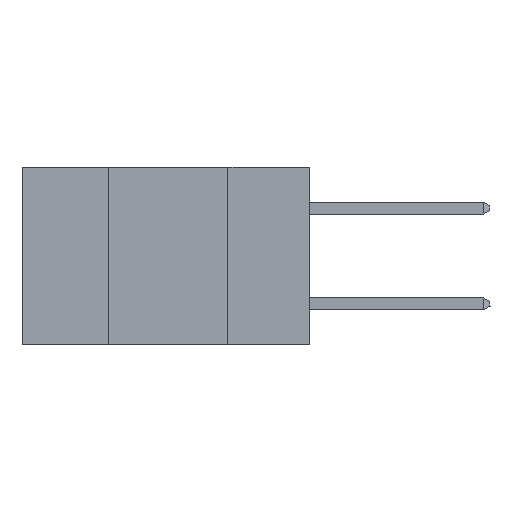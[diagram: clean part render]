
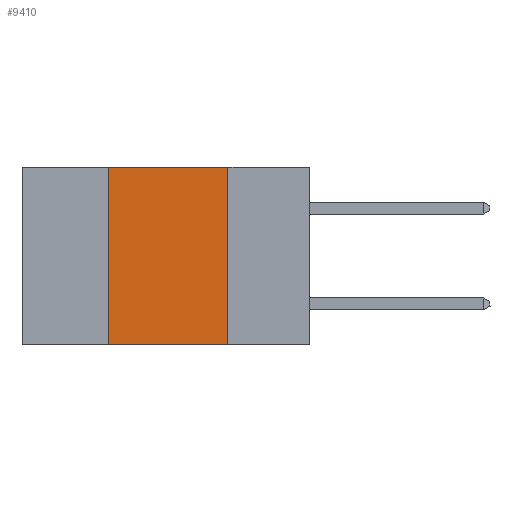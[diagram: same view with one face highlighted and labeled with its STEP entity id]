
A CAD part, left-side view. The second image highlights one B-rep face of the part: STEP entity #9410.
In plain terms, the highlighted planar face has unit normal (-1, 0, 0).
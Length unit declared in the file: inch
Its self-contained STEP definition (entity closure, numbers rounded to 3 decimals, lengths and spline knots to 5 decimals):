
#696 = LINE ( 'NONE', #38531, #1260 ) ;
#1001 = VECTOR ( 'NONE', #29551, 39.37008 ) ;
#1260 = VECTOR ( 'NONE', #3071, 39.37008 ) ;
#2316 = ORIENTED_EDGE ( 'NONE', *, *, #9763, .F. ) ;
#3071 = DIRECTION ( 'NONE',  ( 0., 0., 1. ) ) ;
#4963 = ORIENTED_EDGE ( 'NONE', *, *, #8677, .F. ) ;
#8677 = EDGE_CURVE ( 'NONE', #9826, #45891, #696, .T. ) ;
#9410 = ADVANCED_FACE ( 'NONE', ( #43476 ), #19585, .F. ) ;
#9763 = EDGE_CURVE ( 'NONE', #45891, #10221, #28371, .T. ) ;
#9826 = VERTEX_POINT ( 'NONE', #39815 ) ;
#10221 = VERTEX_POINT ( 'NONE', #14021 ) ;
#12170 = DIRECTION ( 'NONE',  ( 1., 0., 0. ) ) ;
#14021 = CARTESIAN_POINT ( 'NONE',  ( 0., 0.17, 0. ) ) ;
#14716 = CARTESIAN_POINT ( 'NONE',  ( 0., 0.17, -0.37 ) ) ;
#16893 = CARTESIAN_POINT ( 'NONE',  ( 0., 0.6, -0.37 ) ) ;
#17635 = LINE ( 'NONE', #40419, #1001 ) ;
#19119 = CARTESIAN_POINT ( 'NONE',  ( 0., 0.42, 0. ) ) ;
#19585 = PLANE ( 'NONE',  #44275 ) ;
#19735 = CARTESIAN_POINT ( 'NONE',  ( 0., 0.6, 0. ) ) ;
#21628 = VERTEX_POINT ( 'NONE', #14716 ) ;
#22728 = DIRECTION ( 'NONE',  ( 0., 0., -1. ) ) ;
#24929 = EDGE_CURVE ( 'NONE', #10221, #21628, #17635, .T. ) ;
#24993 = VECTOR ( 'NONE', #39199, 39.37008 ) ;
#25628 = ORIENTED_EDGE ( 'NONE', *, *, #24929, .F. ) ;
#28371 = LINE ( 'NONE', #35174, #24993 ) ;
#28434 = EDGE_CURVE ( 'NONE', #9826, #21628, #39587, .T. ) ;
#29551 = DIRECTION ( 'NONE',  ( 0., 0., -1. ) ) ;
#33480 = EDGE_LOOP ( 'NONE', ( #25628, #2316, #4963, #34441 ) ) ;
#34441 = ORIENTED_EDGE ( 'NONE', *, *, #28434, .T. ) ;
#35001 = DIRECTION ( 'NONE',  ( 0., -1., 0. ) ) ;
#35174 = CARTESIAN_POINT ( 'NONE',  ( 0., 0.6, 0. ) ) ;
#38531 = CARTESIAN_POINT ( 'NONE',  ( 0., 0.42, 0. ) ) ;
#39199 = DIRECTION ( 'NONE',  ( 0., -1., 0. ) ) ;
#39587 = LINE ( 'NONE', #16893, #45198 ) ;
#39815 = CARTESIAN_POINT ( 'NONE',  ( 0., 0.42, -0.37 ) ) ;
#40419 = CARTESIAN_POINT ( 'NONE',  ( 0., 0.17, 0. ) ) ;
#43476 = FACE_OUTER_BOUND ( 'NONE', #33480, .T. ) ;
#44275 = AXIS2_PLACEMENT_3D ( 'NONE', #19735, #12170, #22728 ) ;
#45198 = VECTOR ( 'NONE', #35001, 39.37008 ) ;
#45891 = VERTEX_POINT ( 'NONE', #19119 ) ;
